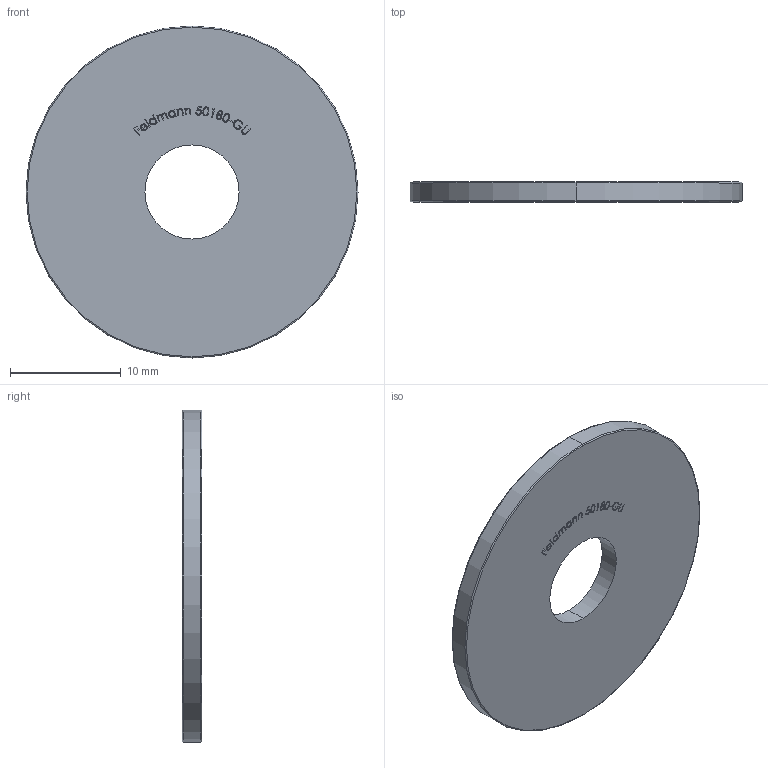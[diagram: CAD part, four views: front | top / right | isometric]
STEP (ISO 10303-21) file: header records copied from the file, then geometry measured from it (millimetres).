
FILE_DESCRIPTION (( 'STEP AP203' ), '1' );
FILE_NAME ('50180-GU.step', '2015-09-17T15:05:27', ( '' ), ( '' ), 'SwSTEP 2.0', 'SolidWorks 2015', '' );
FILE_SCHEMA (( 'CONFIG_CONTROL_DESIGN' ));
Length unit declared in the file: millimetre
Products named in the file (1): 50180-GU
Bounding box: 30 x 1.8 x 30 mm (x, y, z)
Volume: 1169.6 mm3; surface area: 1515.4 mm2
Topology: 1 solids, 1 shells, 220 faces, 581 edges, 386 vertices
Faces by surface type: bspline 107, plane 105, torus 4, cylinder 4
Entity records: 12932 total; most frequent: CARTESIAN_POINT 8119, ORIENTED_EDGE 1162, DIRECTION 611, EDGE_CURVE 581, VERTEX_POINT 386, VECTOR 351, LINE 351, EDGE_LOOP 245
